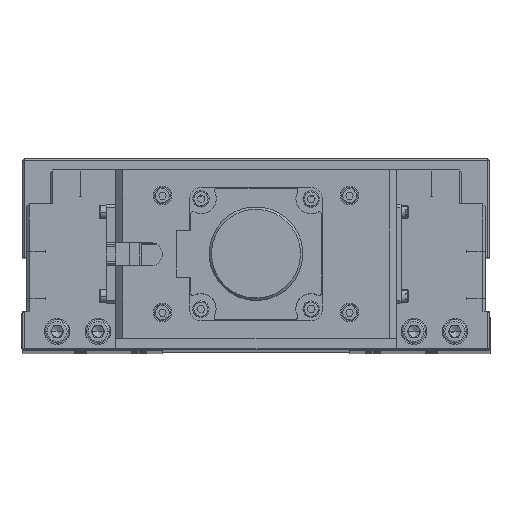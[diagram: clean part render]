
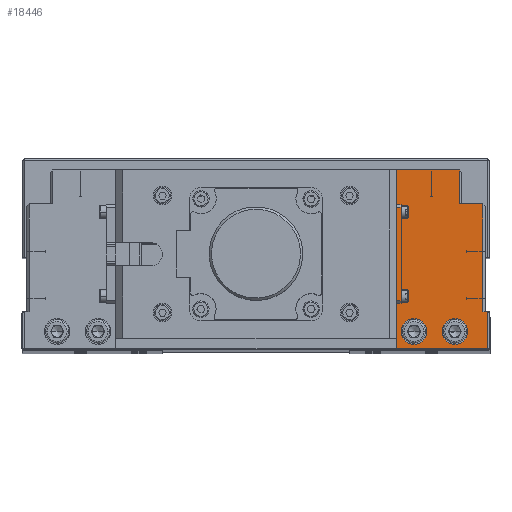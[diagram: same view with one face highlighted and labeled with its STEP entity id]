
A CAD part, top view. The second image highlights one B-rep face of the part: STEP entity #18446.
In plain terms, the highlighted planar face has unit normal (0, 0, 1).
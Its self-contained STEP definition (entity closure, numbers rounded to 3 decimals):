
#58 = DIRECTION ( 'NONE',  ( 0., 0., 1. ) ) ;
#117 = AXIS2_PLACEMENT_3D ( 'NONE', #7155, #19295, #51945 ) ;
#223 = LINE ( 'NONE', #18559, #12363 ) ;
#917 = LINE ( 'NONE', #3584, #6066 ) ;
#1628 = CARTESIAN_POINT ( 'NONE',  ( 0., 0.5, 428. ) ) ;
#2664 = CARTESIAN_POINT ( 'NONE',  ( 100., 0.5, 428. ) ) ;
#2690 = DIRECTION ( 'NONE',  ( 0., 0., 1. ) ) ;
#2778 = CARTESIAN_POINT ( 'NONE',  ( 97., 0.5, 428. ) ) ;
#3483 = ORIENTED_EDGE ( 'NONE', *, *, #7946, .T. ) ;
#3584 = CARTESIAN_POINT ( 'NONE',  ( 60., 77., 428. ) ) ;
#3662 = VERTEX_POINT ( 'NONE', #21088 ) ;
#4949 = CARTESIAN_POINT ( 'NONE',  ( 60., 77., 428. ) ) ;
#5111 = ORIENTED_EDGE ( 'NONE', *, *, #33299, .F. ) ;
#5160 = FACE_BOUND ( 'NONE', #52144, .T. ) ;
#5310 = ORIENTED_EDGE ( 'NONE', *, *, #11941, .F. ) ;
#5352 = CARTESIAN_POINT ( 'NONE',  ( 60., 77., 428. ) ) ;
#5592 = CARTESIAN_POINT ( 'NONE',  ( 90.5, 8., 428. ) ) ;
#5796 = LINE ( 'NONE', #14084, #44713 ) ;
#6066 = VECTOR ( 'NONE', #11100, 1000. ) ;
#6238 = EDGE_CURVE ( 'NONE', #15672, #18264, #223, .T. ) ;
#6387 = EDGE_CURVE ( 'NONE', #40773, #3662, #25761, .T. ) ;
#7155 = CARTESIAN_POINT ( 'NONE',  ( 67.5, 8., 428. ) ) ;
#7237 = CARTESIAN_POINT ( 'NONE',  ( 87., 62.5, 428. ) ) ;
#7658 = CARTESIAN_POINT ( 'NONE',  ( 60., 26., 428. ) ) ;
#7946 = EDGE_CURVE ( 'NONE', #21242, #22268, #22844, .T. ) ;
#7974 = DIRECTION ( 'NONE',  ( 1., 0., 0. ) ) ;
#9243 = VECTOR ( 'NONE', #10815, 1000. ) ;
#10179 = PLANE ( 'NONE',  #21804 ) ;
#10394 = ORIENTED_EDGE ( 'NONE', *, *, #51634, .F. ) ;
#10434 = CARTESIAN_POINT ( 'NONE',  ( 97., 16.5, 428. ) ) ;
#10815 = DIRECTION ( 'NONE',  ( 0., 1., 0. ) ) ;
#10934 = ORIENTED_EDGE ( 'NONE', *, *, #41709, .F. ) ;
#11100 = DIRECTION ( 'NONE',  ( 0., 1., 0. ) ) ;
#11174 = LINE ( 'NONE', #2778, #9243 ) ;
#11201 = LINE ( 'NONE', #30542, #36720 ) ;
#11941 = EDGE_CURVE ( 'NONE', #21242, #28536, #30705, .T. ) ;
#12162 = EDGE_CURVE ( 'NONE', #51720, #28536, #5796, .T. ) ;
#12363 = VECTOR ( 'NONE', #30532, 1000. ) ;
#12865 = CARTESIAN_POINT ( 'NONE',  ( 54., 0.5, 428. ) ) ;
#13840 = ORIENTED_EDGE ( 'NONE', *, *, #44591, .T. ) ;
#14075 = FACE_OUTER_BOUND ( 'NONE', #17801, .T. ) ;
#14084 = CARTESIAN_POINT ( 'NONE',  ( -60., 56., 428. ) ) ;
#14366 = CARTESIAN_POINT ( 'NONE',  ( 87., 77., 428. ) ) ;
#14462 = DIRECTION ( 'NONE',  ( 1., 0., 0. ) ) ;
#15118 = EDGE_CURVE ( 'NONE', #24979, #22727, #26504, .T. ) ;
#15606 = EDGE_CURVE ( 'NONE', #38612, #31704, #11174, .T. ) ;
#15653 = VERTEX_POINT ( 'NONE', #14366 ) ;
#15672 = VERTEX_POINT ( 'NONE', #30790 ) ;
#16120 = CARTESIAN_POINT ( 'NONE',  ( 85., 8., 428. ) ) ;
#17530 = ORIENTED_EDGE ( 'NONE', *, *, #36430, .F. ) ;
#17801 = EDGE_LOOP ( 'NONE', ( #5310, #3483, #5111, #51373, #24336, #49289, #50476, #10934, #13840, #17530, #10394, #52403 ) ) ;
#18264 = VERTEX_POINT ( 'NONE', #41784 ) ;
#18446 = ADVANCED_FACE ( 'NONE', ( #5160, #21103, #14075 ), #10179, .F. ) ;
#18512 = VECTOR ( 'NONE', #20191, 1000. ) ;
#18559 = CARTESIAN_POINT ( 'NONE',  ( 99., 0.5, 428. ) ) ;
#19105 = CARTESIAN_POINT ( 'NONE',  ( -60., 26., 428. ) ) ;
#19295 = DIRECTION ( 'NONE',  ( 0., 0., 1. ) ) ;
#19790 = VECTOR ( 'NONE', #52269, 1000. ) ;
#20191 = DIRECTION ( 'NONE',  ( 0., 1., 0. ) ) ;
#20369 = CARTESIAN_POINT ( 'NONE',  ( 87., 0.5, 428. ) ) ;
#21088 = CARTESIAN_POINT ( 'NONE',  ( 73., 8., 428. ) ) ;
#21103 = FACE_BOUND ( 'NONE', #47896, .T. ) ;
#21242 = VERTEX_POINT ( 'NONE', #25040 ) ;
#21804 = AXIS2_PLACEMENT_3D ( 'NONE', #1628, #25858, #26383 ) ;
#21854 = VECTOR ( 'NONE', #7974, 1000. ) ;
#22268 = VERTEX_POINT ( 'NONE', #7658 ) ;
#22727 = VERTEX_POINT ( 'NONE', #32360 ) ;
#22844 = LINE ( 'NONE', #19105, #31796 ) ;
#22950 = AXIS2_PLACEMENT_3D ( 'NONE', #16120, #58, #27882 ) ;
#23865 = CARTESIAN_POINT ( 'NONE',  ( 54., 56., 428. ) ) ;
#24336 = ORIENTED_EDGE ( 'NONE', *, *, #6238, .T. ) ;
#24979 = VERTEX_POINT ( 'NONE', #5592 ) ;
#25040 = CARTESIAN_POINT ( 'NONE',  ( 54., 26., 428. ) ) ;
#25472 = DIRECTION ( 'NONE',  ( 0., 1., 0. ) ) ;
#25761 = CIRCLE ( 'NONE', #117, 5.5 ) ;
#25858 = DIRECTION ( 'NONE',  ( 0., 0., -1. ) ) ;
#26046 = EDGE_CURVE ( 'NONE', #3662, #40773, #51554, .T. ) ;
#26383 = DIRECTION ( 'NONE',  ( -1., 0., 0. ) ) ;
#26504 = CIRCLE ( 'NONE', #49691, 5.5 ) ;
#26775 = LINE ( 'NONE', #20369, #18512 ) ;
#27070 = DIRECTION ( 'NONE',  ( 1., 0., 0. ) ) ;
#27243 = DIRECTION ( 'NONE',  ( 0., 0., 1. ) ) ;
#27270 = CARTESIAN_POINT ( 'NONE',  ( 67.5, 8., 428. ) ) ;
#27882 = DIRECTION ( 'NONE',  ( 1., 0., 0. ) ) ;
#28536 = VERTEX_POINT ( 'NONE', #23865 ) ;
#28670 = ORIENTED_EDGE ( 'NONE', *, *, #26046, .F. ) ;
#29451 = VERTEX_POINT ( 'NONE', #7237 ) ;
#30532 = DIRECTION ( 'NONE',  ( 0., 1., 0. ) ) ;
#30542 = CARTESIAN_POINT ( 'NONE',  ( 88., 62.5, 428. ) ) ;
#30567 = VECTOR ( 'NONE', #40083, 1000. ) ;
#30705 = LINE ( 'NONE', #12865, #35809 ) ;
#30790 = CARTESIAN_POINT ( 'NONE',  ( 99., 0.5, 428. ) ) ;
#30848 = VERTEX_POINT ( 'NONE', #4949 ) ;
#31704 = VERTEX_POINT ( 'NONE', #46780 ) ;
#31796 = VECTOR ( 'NONE', #51766, 1000. ) ;
#32360 = CARTESIAN_POINT ( 'NONE',  ( 79.5, 8., 428. ) ) ;
#32502 = LINE ( 'NONE', #43490, #30567 ) ;
#33299 = EDGE_CURVE ( 'NONE', #38295, #22268, #917, .T. ) ;
#35809 = VECTOR ( 'NONE', #36946, 1000. ) ;
#35960 = CARTESIAN_POINT ( 'NONE',  ( 98., 16.5, 428. ) ) ;
#36430 = EDGE_CURVE ( 'NONE', #30848, #15653, #32502, .T. ) ;
#36720 = VECTOR ( 'NONE', #14462, 1000. ) ;
#36946 = DIRECTION ( 'NONE',  ( 0., 1., 0. ) ) ;
#38179 = ORIENTED_EDGE ( 'NONE', *, *, #15118, .F. ) ;
#38246 = ORIENTED_EDGE ( 'NONE', *, *, #6387, .F. ) ;
#38295 = VERTEX_POINT ( 'NONE', #45941 ) ;
#38612 = VERTEX_POINT ( 'NONE', #10434 ) ;
#38696 = CIRCLE ( 'NONE', #22950, 5.5 ) ;
#38995 = VECTOR ( 'NONE', #25472, 1000. ) ;
#40083 = DIRECTION ( 'NONE',  ( 1., 0., 0. ) ) ;
#40773 = VERTEX_POINT ( 'NONE', #45926 ) ;
#41234 = EDGE_CURVE ( 'NONE', #22727, #24979, #38696, .T. ) ;
#41709 = EDGE_CURVE ( 'NONE', #29451, #31704, #11201, .T. ) ;
#41784 = CARTESIAN_POINT ( 'NONE',  ( 99., 16.5, 428. ) ) ;
#42347 = ORIENTED_EDGE ( 'NONE', *, *, #41234, .F. ) ;
#42938 = LINE ( 'NONE', #35960, #21854 ) ;
#43015 = DIRECTION ( 'NONE',  ( 1., 0., 0. ) ) ;
#43129 = CARTESIAN_POINT ( 'NONE',  ( 60., 56., 428. ) ) ;
#43348 = EDGE_CURVE ( 'NONE', #38612, #18264, #42938, .T. ) ;
#43490 = CARTESIAN_POINT ( 'NONE',  ( 88., 77., 428. ) ) ;
#44591 = EDGE_CURVE ( 'NONE', #29451, #15653, #26775, .T. ) ;
#44713 = VECTOR ( 'NONE', #46209, 1000. ) ;
#45323 = LINE ( 'NONE', #2664, #19790 ) ;
#45926 = CARTESIAN_POINT ( 'NONE',  ( 62., 8., 428. ) ) ;
#45941 = CARTESIAN_POINT ( 'NONE',  ( 60., 0.5, 428. ) ) ;
#45967 = EDGE_CURVE ( 'NONE', #15672, #38295, #45323, .T. ) ;
#46209 = DIRECTION ( 'NONE',  ( -1., 0., 0. ) ) ;
#46780 = CARTESIAN_POINT ( 'NONE',  ( 97., 62.5, 428. ) ) ;
#47428 = CARTESIAN_POINT ( 'NONE',  ( 85., 8., 428. ) ) ;
#47896 = EDGE_LOOP ( 'NONE', ( #28670, #38246 ) ) ;
#49289 = ORIENTED_EDGE ( 'NONE', *, *, #43348, .F. ) ;
#49691 = AXIS2_PLACEMENT_3D ( 'NONE', #47428, #27243, #27070 ) ;
#49831 = LINE ( 'NONE', #5352, #38995 ) ;
#50476 = ORIENTED_EDGE ( 'NONE', *, *, #15606, .T. ) ;
#51373 = ORIENTED_EDGE ( 'NONE', *, *, #45967, .F. ) ;
#51554 = CIRCLE ( 'NONE', #52523, 5.5 ) ;
#51634 = EDGE_CURVE ( 'NONE', #51720, #30848, #49831, .T. ) ;
#51720 = VERTEX_POINT ( 'NONE', #43129 ) ;
#51766 = DIRECTION ( 'NONE',  ( 1., 0., 0. ) ) ;
#51945 = DIRECTION ( 'NONE',  ( 1., 0., 0. ) ) ;
#52144 = EDGE_LOOP ( 'NONE', ( #38179, #42347 ) ) ;
#52269 = DIRECTION ( 'NONE',  ( -1., 0., 0. ) ) ;
#52403 = ORIENTED_EDGE ( 'NONE', *, *, #12162, .T. ) ;
#52523 = AXIS2_PLACEMENT_3D ( 'NONE', #27270, #2690, #43015 ) ;
